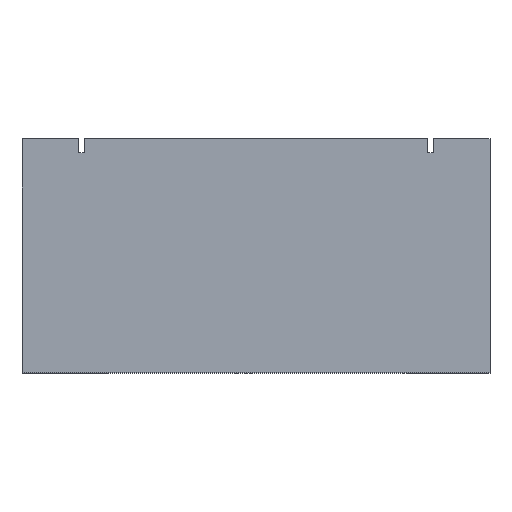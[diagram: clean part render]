
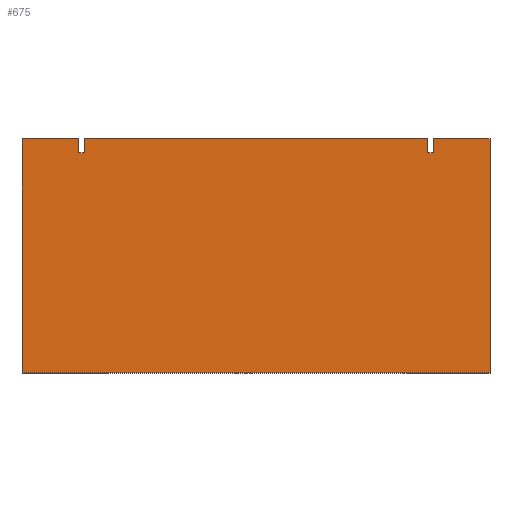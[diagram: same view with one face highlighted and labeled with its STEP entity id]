
A CAD part, top view. The second image highlights one B-rep face of the part: STEP entity #675.
In plain terms, the highlighted planar face has unit normal (0, 0, 1).
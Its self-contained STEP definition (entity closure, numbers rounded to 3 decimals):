
#27=DIRECTION('',(1.,0.,0.));
#28=VECTOR('',#27,1.65);
#29=CARTESIAN_POINT('',(-0.825,0.,0.425));
#30=LINE('',#29,#28);
#79=DIRECTION('',(0.,1.,0.));
#80=VECTOR('',#79,0.825);
#81=CARTESIAN_POINT('',(0.825,0.,0.425));
#82=LINE('',#81,#80);
#143=DIRECTION('',(1.,0.,0.));
#144=VECTOR('',#143,0.2);
#145=CARTESIAN_POINT('',(-0.825,0.825,0.425));
#146=LINE('',#145,#144);
#168=DIRECTION('',(1.,0.,0.));
#169=VECTOR('',#168,1.21);
#170=CARTESIAN_POINT('',(-0.605,0.825,0.425));
#171=LINE('',#170,#169);
#184=DIRECTION('',(1.,0.,0.));
#185=VECTOR('',#184,0.2);
#186=CARTESIAN_POINT('',(0.625,0.825,0.425));
#187=LINE('',#186,#185);
#209=DIRECTION('',(1.,0.,0.));
#210=VECTOR('',#209,0.02);
#211=CARTESIAN_POINT('',(-0.625,0.775,0.425));
#212=LINE('',#211,#210);
#213=DIRECTION('',(0.,-1.,0.));
#214=VECTOR('',#213,0.05);
#215=CARTESIAN_POINT('',(-0.605,0.825,0.425));
#216=LINE('',#215,#214);
#217=DIRECTION('',(0.,-1.,0.));
#218=VECTOR('',#217,0.05);
#219=CARTESIAN_POINT('',(0.605,0.825,0.425));
#220=LINE('',#219,#218);
#221=DIRECTION('',(1.,0.,0.));
#222=VECTOR('',#221,0.02);
#223=CARTESIAN_POINT('',(0.605,0.775,0.425));
#224=LINE('',#223,#222);
#225=DIRECTION('',(0.,-1.,0.));
#226=VECTOR('',#225,0.05);
#227=CARTESIAN_POINT('',(0.625,0.825,0.425));
#228=LINE('',#227,#226);
#229=DIRECTION('',(0.,1.,0.));
#230=VECTOR('',#229,0.825);
#231=CARTESIAN_POINT('',(-0.825,0.,0.425));
#232=LINE('',#231,#230);
#233=DIRECTION('',(0.,-1.,0.));
#234=VECTOR('',#233,0.05);
#235=CARTESIAN_POINT('',(-0.625,0.825,0.425));
#236=LINE('',#235,#234);
#301=CARTESIAN_POINT('',(-0.825,0.,0.425));
#302=CARTESIAN_POINT('',(0.825,0.,0.425));
#303=VERTEX_POINT('',#301);
#304=VERTEX_POINT('',#302);
#309=CARTESIAN_POINT('',(-0.625,0.775,0.425));
#310=CARTESIAN_POINT('',(-0.605,0.775,0.425));
#311=VERTEX_POINT('',#309);
#312=VERTEX_POINT('',#310);
#313=CARTESIAN_POINT('',(0.605,0.775,0.425));
#314=CARTESIAN_POINT('',(0.625,0.775,0.425));
#315=VERTEX_POINT('',#313);
#316=VERTEX_POINT('',#314);
#325=CARTESIAN_POINT('',(-0.825,0.825,0.425));
#326=CARTESIAN_POINT('',(-0.625,0.825,0.425));
#327=VERTEX_POINT('',#325);
#328=VERTEX_POINT('',#326);
#329=CARTESIAN_POINT('',(-0.605,0.825,0.425));
#330=CARTESIAN_POINT('',(0.605,0.825,0.425));
#331=VERTEX_POINT('',#329);
#332=VERTEX_POINT('',#330);
#333=CARTESIAN_POINT('',(0.625,0.825,0.425));
#334=CARTESIAN_POINT('',(0.825,0.825,0.425));
#335=VERTEX_POINT('',#333);
#336=VERTEX_POINT('',#334);
#650=CARTESIAN_POINT('',(-0.825,0.,0.425));
#651=DIRECTION('',(0.,0.,1.));
#652=DIRECTION('',(1.,0.,0.));
#653=AXIS2_PLACEMENT_3D('',#650,#651,#652);
#654=PLANE('',#653);
#656=ORIENTED_EDGE('',*,*,#655,.T.);
#658=ORIENTED_EDGE('',*,*,#657,.F.);
#659=ORIENTED_EDGE('',*,*,#620,.T.);
#661=ORIENTED_EDGE('',*,*,#660,.T.);
#663=ORIENTED_EDGE('',*,*,#662,.T.);
#665=ORIENTED_EDGE('',*,*,#664,.F.);
#666=ORIENTED_EDGE('',*,*,#636,.T.);
#667=ORIENTED_EDGE('',*,*,#477,.F.);
#668=ORIENTED_EDGE('',*,*,#414,.F.);
#669=ORIENTED_EDGE('',*,*,#566,.T.);
#670=ORIENTED_EDGE('',*,*,#603,.T.);
#672=ORIENTED_EDGE('',*,*,#671,.T.);
#673=EDGE_LOOP('',(#656,#658,#659,#661,#663,#665,#666,#667,#668,#669,#670,
#672));
#674=FACE_OUTER_BOUND('',#673,.F.);
#414=EDGE_CURVE('',#303,#304,#30,.T.);
#477=EDGE_CURVE('',#304,#336,#82,.T.);
#566=EDGE_CURVE('',#303,#327,#232,.T.);
#603=EDGE_CURVE('',#327,#328,#146,.T.);
#620=EDGE_CURVE('',#331,#332,#171,.T.);
#636=EDGE_CURVE('',#335,#336,#187,.T.);
#655=EDGE_CURVE('',#311,#312,#212,.T.);
#657=EDGE_CURVE('',#331,#312,#216,.T.);
#660=EDGE_CURVE('',#332,#315,#220,.T.);
#662=EDGE_CURVE('',#315,#316,#224,.T.);
#664=EDGE_CURVE('',#335,#316,#228,.T.);
#671=EDGE_CURVE('',#328,#311,#236,.T.);
#675=ADVANCED_FACE('',(#674),#654,.T.);
